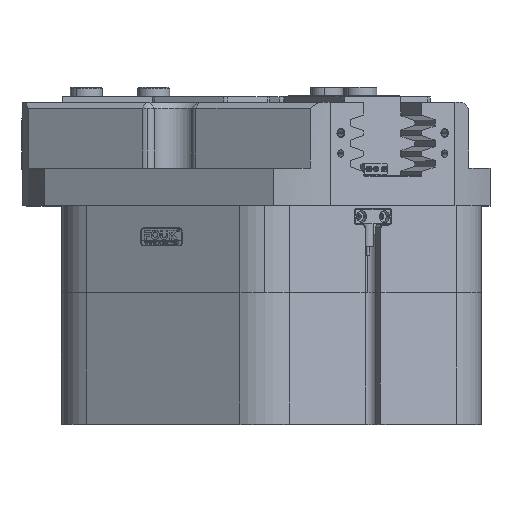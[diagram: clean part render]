
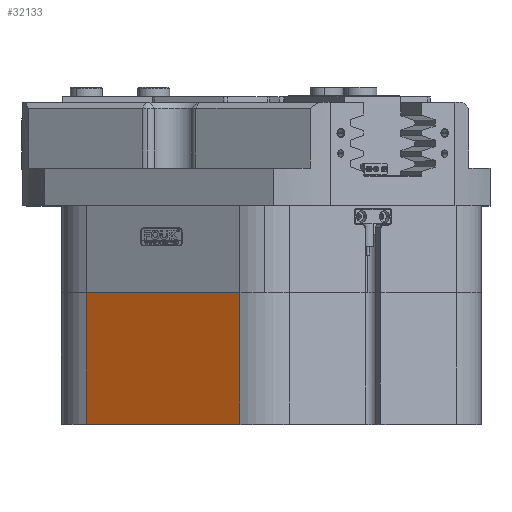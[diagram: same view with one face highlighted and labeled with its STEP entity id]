
A CAD part, top view. The second image highlights one B-rep face of the part: STEP entity #32133.
In plain terms, the highlighted face is planar.
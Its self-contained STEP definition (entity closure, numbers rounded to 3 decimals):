
#7364 = CARTESIAN_POINT ( 'NONE',  ( 20., 0., -155.885 ) ) ;
#7918 = DIRECTION ( 'NONE',  ( -0.866, 0., -0.5 ) ) ;
#8270 = CARTESIAN_POINT ( 'NONE',  ( 72.5, 0., -125.574 ) ) ;
#10759 = DIRECTION ( 'NONE',  ( 0., -1., 0. ) ) ;
#12487 = ORIENTED_EDGE ( 'NONE', *, *, #27960, .T. ) ;
#13223 = VECTOR ( 'NONE', #7918, 1000. ) ;
#14632 = CARTESIAN_POINT ( 'NONE',  ( 125., 90., -95.263 ) ) ;
#15271 = CARTESIAN_POINT ( 'NONE',  ( 290., 0., 0. ) ) ;
#15516 = LINE ( 'NONE', #27028, #24899 ) ;
#15608 = DIRECTION ( 'NONE',  ( -0.866, 0., -0.5 ) ) ;
#16218 = VERTEX_POINT ( 'NONE', #30372 ) ;
#16951 = LINE ( 'NONE', #8270, #13223 ) ;
#17512 = VERTEX_POINT ( 'NONE', #32179 ) ;
#17953 = VECTOR ( 'NONE', #10759, 1000. ) ;
#18933 = DIRECTION ( 'NONE',  ( 0.5, 0., -0.866 ) ) ;
#19575 = EDGE_LOOP ( 'NONE', ( #43200, #36059, #12487, #43747 ) ) ;
#19946 = CARTESIAN_POINT ( 'NONE',  ( 20., 0., -155.885 ) ) ;
#24899 = VECTOR ( 'NONE', #47549, 1000. ) ;
#25552 = EDGE_CURVE ( 'NONE', #16218, #51378, #16951, .T. ) ;
#26094 = VERTEX_POINT ( 'NONE', #14632 ) ;
#27028 = CARTESIAN_POINT ( 'NONE',  ( 125., 90., -95.263 ) ) ;
#27960 = EDGE_CURVE ( 'NONE', #26094, #16218, #28636, .T. ) ;
#28636 = LINE ( 'NONE', #31057, #17953 ) ;
#29651 = VECTOR ( 'NONE', #36433, 1000. ) ;
#30372 = CARTESIAN_POINT ( 'NONE',  ( 125., 0., -95.263 ) ) ;
#30648 = EDGE_CURVE ( 'NONE', #51378, #17512, #40931, .T. ) ;
#31057 = CARTESIAN_POINT ( 'NONE',  ( 125., 0., -95.263 ) ) ;
#32123 = FACE_OUTER_BOUND ( 'NONE', #19575, .T. ) ;
#32133 = ADVANCED_FACE ( 'NONE', ( #32123 ), #42944, .T. ) ;
#32179 = CARTESIAN_POINT ( 'NONE',  ( 20., 90., -155.885 ) ) ;
#36059 = ORIENTED_EDGE ( 'NONE', *, *, #51774, .F. ) ;
#36433 = DIRECTION ( 'NONE',  ( 0., 1., 0. ) ) ;
#40931 = LINE ( 'NONE', #19946, #29651 ) ;
#42944 = PLANE ( 'NONE',  #45958 ) ;
#43200 = ORIENTED_EDGE ( 'NONE', *, *, #30648, .T. ) ;
#43747 = ORIENTED_EDGE ( 'NONE', *, *, #25552, .T. ) ;
#45958 = AXIS2_PLACEMENT_3D ( 'NONE', #15271, #18933, #15608 ) ;
#47549 = DIRECTION ( 'NONE',  ( -0.866, 0., -0.5 ) ) ;
#51378 = VERTEX_POINT ( 'NONE', #7364 ) ;
#51774 = EDGE_CURVE ( 'NONE', #26094, #17512, #15516, .T. ) ;
